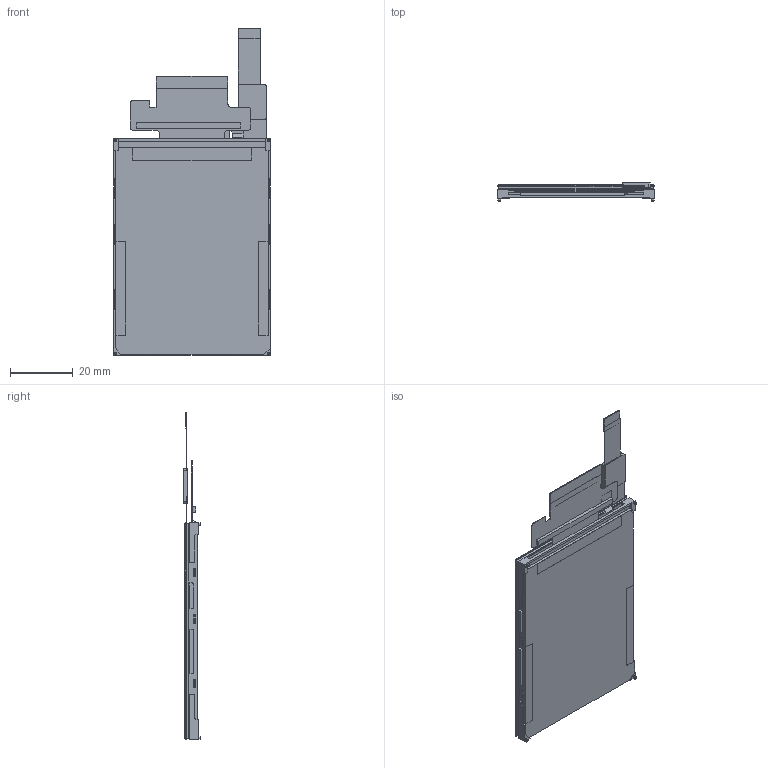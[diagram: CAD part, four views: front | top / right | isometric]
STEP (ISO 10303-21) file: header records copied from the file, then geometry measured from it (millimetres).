
FILE_DESCRIPTION((''),'2;1');
FILE_NAME('0283_C','2020-10-14T',('xuelian_xin'),(''),'CREO PARAMETRIC BY PTC INC, 2015480','CREO PARAMETRIC BY PTC INC, 2015480','');
FILE_SCHEMA(('AUTOMOTIVE_DESIGN { 1 0 10303 214 1 1 1 1 }'));
Length unit declared in the file: millimetre
Products named in the file (1): 0283_C
Bounding box: 50 x 5.64 x 104.55 mm (x, y, z)
Volume: 12733.5 mm3; surface area: 17228.9 mm2
Topology: 2 solids, 2 shells, 311 faces, 831 edges, 540 vertices
Faces by surface type: plane 258, cylinder 45, torus 8
Entity records: 12118 total; most frequent: CARTESIAN_POINT 1684, ORIENTED_EDGE 1662, DIRECTION 1563, PRESENTATION_STYLE_ASSIGNMENT 833, STYLED_ITEM 833, CURVE_STYLE 831, EDGE_CURVE 831, VECTOR 721
